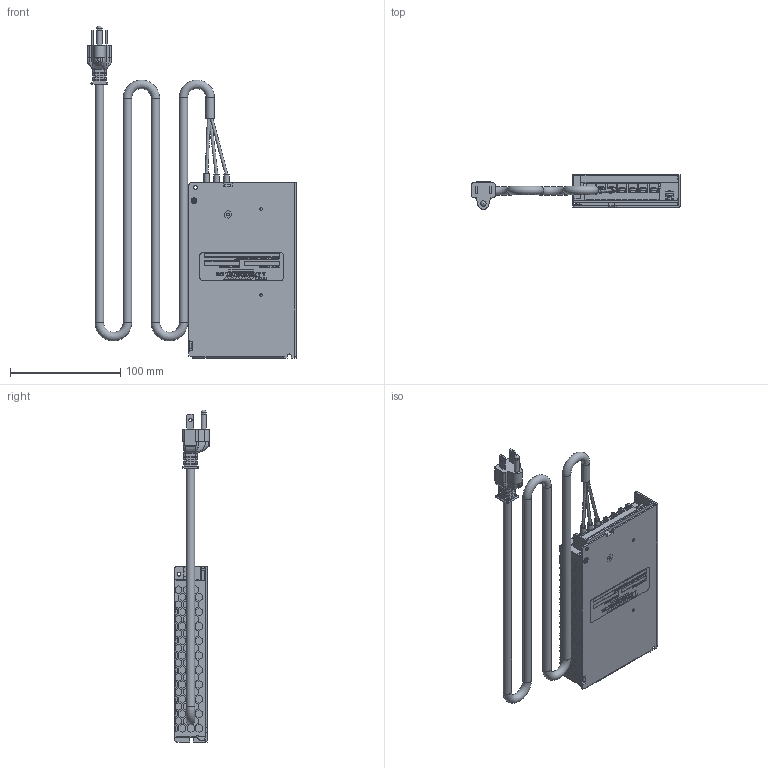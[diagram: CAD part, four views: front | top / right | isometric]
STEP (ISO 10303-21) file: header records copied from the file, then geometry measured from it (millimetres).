
FILE_DESCRIPTION(/* description */ ('Alibre Inc.'),/* implementation_level */ '2;1');
FILE_NAME(/* name */ 'export-6326B0D5-470C-4C59-B6E4-E671F34A036E',/* time_stamp */ '2019-06-12T15:51:43-04:00',/* author */ (''),/* organization */ (''),/* preprocessor_version */ 'ST-DEVELOPER v17',/* originating_system */ 'Alibre',/* authorisation */ '');
FILE_SCHEMA (('AUTOMOTIVE_DESIGN'));
Length unit declared in the file: inch
Bounding box: 189.19 x 31.42 x 300.81 mm (x, y, z)
Volume: 131728.7 mm3; surface area: 171945.7 mm2
Topology: 52 solids, 52 shells, 6523 faces, 17272 edges, 11383 vertices
Faces by surface type: plane 5716, bspline 440, cylinder 220, cone 94, torus 44, sphere 9
Full cylindrical faces by diameter (mm): 1.248 x2, 1.905 x3, 2.464 x9, 2.54 x1, 2.693 x3, 3 x3, 3.048 x2, 3.175 x7, 3.429 x1, 3.454 x3, 3.5 x1, 3.505 x7, 3.531 x3, 3.835 x7, 3.937 x6, 4.775 x2, 4.902 x3, 5.3 x3, 6.198 x7, 6.858 x1, 7.747 x6
Entity records: 187359 total; most frequent: CARTESIAN_POINT 39119, ORIENTED_EDGE 32358, DIRECTION 22050, EDGE_CURVE 16179, VECTOR 14874, LINE 14874, VERTEX_POINT 10673, EDGE_LOOP 6843
